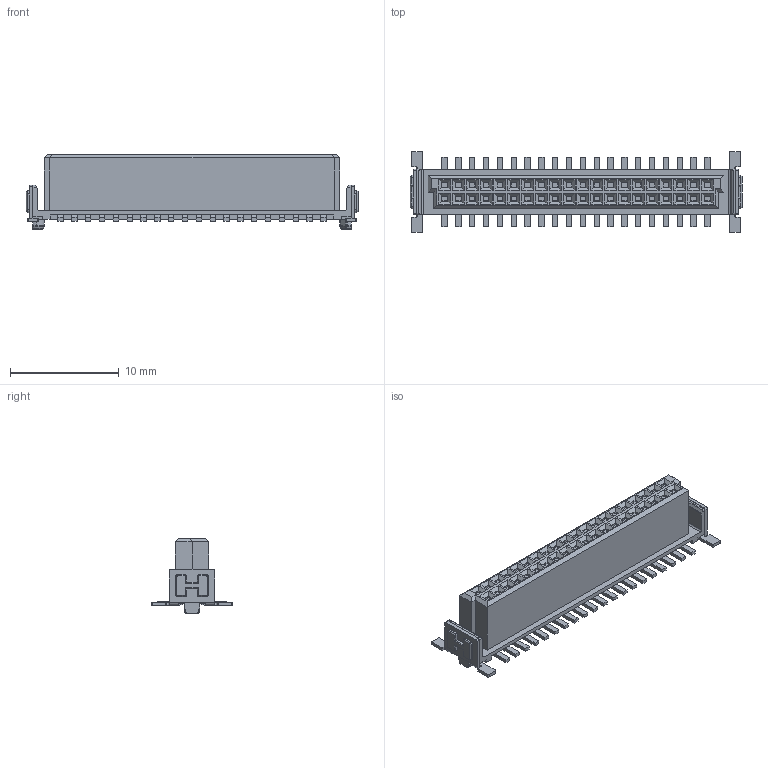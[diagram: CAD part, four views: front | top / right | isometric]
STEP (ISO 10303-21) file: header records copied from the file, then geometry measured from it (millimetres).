
FILE_DESCRIPTION(('CATIA V5 STEP Exchange','CAx-IF Rec.Pracs.--- Model Styling and Organization---1.4--- 2014-01-23'),'2;1');
FILE_NAME ('D1463911_0_2747300000_2747300000.stp','2020-10-05T08:16:25+00:00',('none'),('Weidmueller'),'CATIA Version 5-6 Release 2016 SP3 HF44','CATIA V5 STEP AP214','none');
FILE_SCHEMA(('AUTOMOTIVE_DESIGN { 1 0 10303 214 1 1 1 1 }'));
Products named in the file (1): 2747300000
Bounding box: 30.48 x 7.4 x 6.88 mm (x, y, z)
Volume: 504.4 mm3; surface area: 925.5 mm2
Topology: 1 solids, 1 shells, 1225 faces, 3199 edges, 2103 vertices
Faces by surface type: plane 769, cylinder 206, bspline 124, torus 96, cone 22, sphere 8
Entity records: 49551 total; most frequent: CARTESIAN_POINT 21548, ORIENTED_EDGE 6398, DIRECTION 4192, EDGE_CURVE 3199, VECTOR 2218, LINE 2218, VERTEX_POINT 2103, EDGE_LOOP 1352
